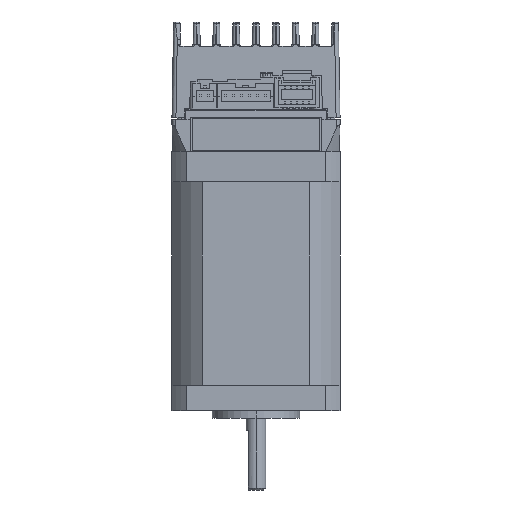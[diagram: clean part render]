
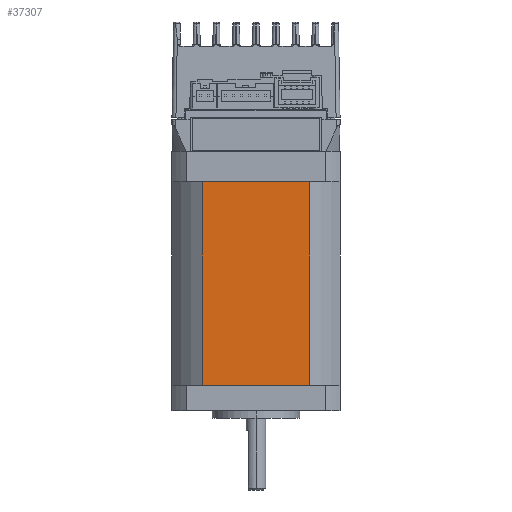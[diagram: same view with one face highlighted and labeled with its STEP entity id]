
A CAD part, left-side view. The second image highlights one B-rep face of the part: STEP entity #37307.
In plain terms, the highlighted planar face has unit normal (-1, 0, 0).
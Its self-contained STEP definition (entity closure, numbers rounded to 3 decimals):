
#3151 = EDGE_CURVE ( 'NONE', #11460, #60524, #72437, .T. ) ;
#3609 = VECTOR ( 'NONE', #49255, 1000. ) ;
#4222 = VECTOR ( 'NONE', #30816, 1000. ) ;
#5332 = CARTESIAN_POINT ( 'NONE',  ( -21.15, -13.535, 0. ) ) ;
#5994 = LINE ( 'NONE', #25249, #4222 ) ;
#10560 = VECTOR ( 'NONE', #47118, 1000. ) ;
#11460 = VERTEX_POINT ( 'NONE', #45757 ) ;
#15551 = PLANE ( 'NONE',  #42388 ) ;
#18057 = DIRECTION ( 'NONE',  ( 0., 0., 1. ) ) ;
#20584 = CARTESIAN_POINT ( 'NONE',  ( -21.15, 13.535, 51.3 ) ) ;
#21170 = DIRECTION ( 'NONE',  ( 1., 0., 0. ) ) ;
#21802 = ORIENTED_EDGE ( 'NONE', *, *, #36248, .T. ) ;
#24197 = CARTESIAN_POINT ( 'NONE',  ( -21.15, -13.535, 51.3 ) ) ;
#25249 = CARTESIAN_POINT ( 'NONE',  ( -21.15, -13.535, 0. ) ) ;
#25818 = CARTESIAN_POINT ( 'NONE',  ( -21.15, 21.15, 51.3 ) ) ;
#27139 = LINE ( 'NONE', #25818, #10560 ) ;
#28297 = ORIENTED_EDGE ( 'NONE', *, *, #37263, .F. ) ;
#30816 = DIRECTION ( 'NONE',  ( 0., 0., -1. ) ) ;
#32496 = VERTEX_POINT ( 'NONE', #5332 ) ;
#34679 = EDGE_CURVE ( 'NONE', #47766, #32496, #5994, .T. ) ;
#36248 = EDGE_CURVE ( 'NONE', #11460, #32496, #48309, .T. ) ;
#36725 = ORIENTED_EDGE ( 'NONE', *, *, #34679, .F. ) ;
#37263 = EDGE_CURVE ( 'NONE', #60524, #47766, #27139, .T. ) ;
#37307 = ADVANCED_FACE ( 'NONE', ( #40242 ), #15551, .F. ) ;
#40242 = FACE_OUTER_BOUND ( 'NONE', #46136, .T. ) ;
#42388 = AXIS2_PLACEMENT_3D ( 'NONE', #54739, #21170, #60362 ) ;
#42582 = VECTOR ( 'NONE', #18057, 1000. ) ;
#45757 = CARTESIAN_POINT ( 'NONE',  ( -21.15, 13.535, 0. ) ) ;
#46136 = EDGE_LOOP ( 'NONE', ( #69613, #21802, #36725, #28297 ) ) ;
#47118 = DIRECTION ( 'NONE',  ( 0., -1., 0. ) ) ;
#47766 = VERTEX_POINT ( 'NONE', #24197 ) ;
#48309 = LINE ( 'NONE', #60542, #3609 ) ;
#49255 = DIRECTION ( 'NONE',  ( 0., -1., 0. ) ) ;
#54739 = CARTESIAN_POINT ( 'NONE',  ( -21.15, 21.15, 28.8 ) ) ;
#58933 = CARTESIAN_POINT ( 'NONE',  ( -21.15, 13.535, 0. ) ) ;
#60362 = DIRECTION ( 'NONE',  ( 0., 0., -1. ) ) ;
#60524 = VERTEX_POINT ( 'NONE', #20584 ) ;
#60542 = CARTESIAN_POINT ( 'NONE',  ( -21.15, 21.15, 0. ) ) ;
#69613 = ORIENTED_EDGE ( 'NONE', *, *, #3151, .F. ) ;
#72437 = LINE ( 'NONE', #58933, #42582 ) ;
